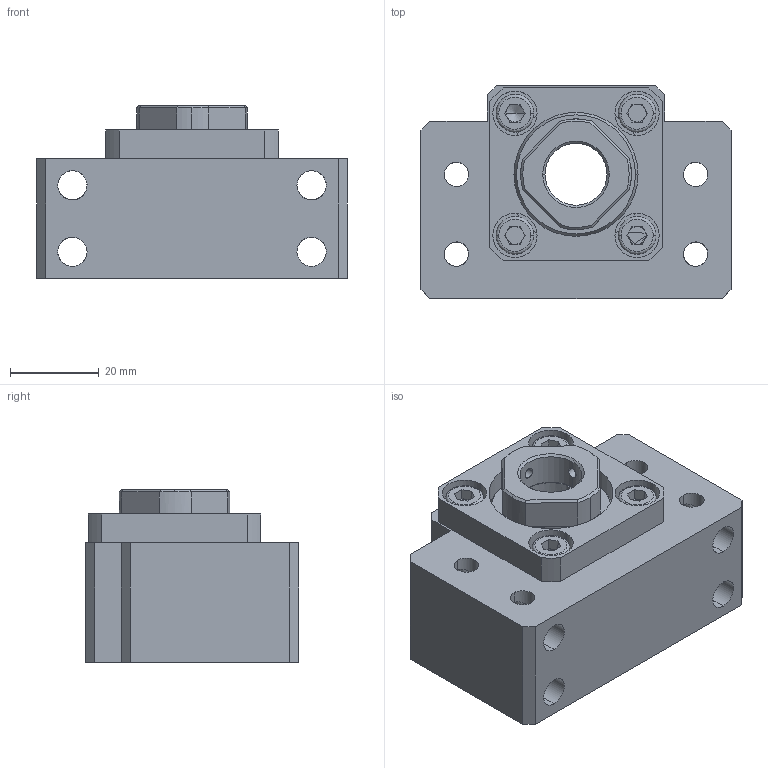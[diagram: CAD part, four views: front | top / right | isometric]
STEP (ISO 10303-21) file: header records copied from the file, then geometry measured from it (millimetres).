
FILE_DESCRIPTION (( 'STEP AP214' ), '1' );
FILE_NAME ('BK15.STEP', '2019-04-04T08:53:09', ( '' ), ( '' ), 'SwSTEP 2.0', 'SolidWorks 2015', '' );
FILE_SCHEMA (( 'AUTOMOTIVE_DESIGN' ));
Length unit declared in the file: millimetre
Products named in the file (1): BK15
Bounding box: 70 x 48.1 x 39 mm (x, y, z)
Surface area: 23151.3 mm2 (no closed solid volume)
Topology: 0 solids, 36 shells, 771 faces, 2230 edges, 1486 vertices
Faces by surface type: plane 616, cylinder 75, bspline 45, cone 35
Entity records: 33746 total; most frequent: CARTESIAN_POINT 12917, ORIENTED_EDGE 4265, DIRECTION 3537, EDGE_CURVE 2212, VECTOR 1735, LINE 1735, VERTEX_POINT 1486, AXIS2_PLACEMENT_3D 901
